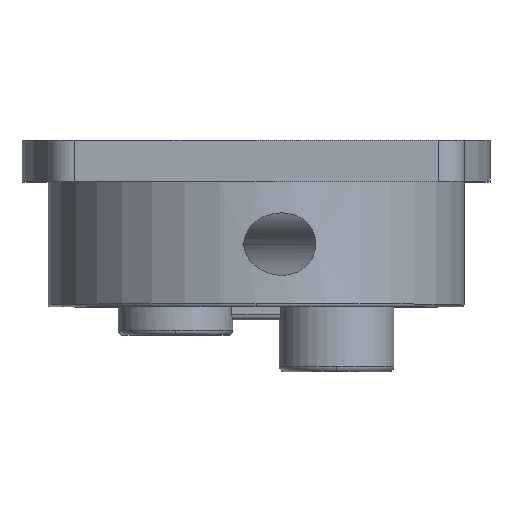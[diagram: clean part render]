
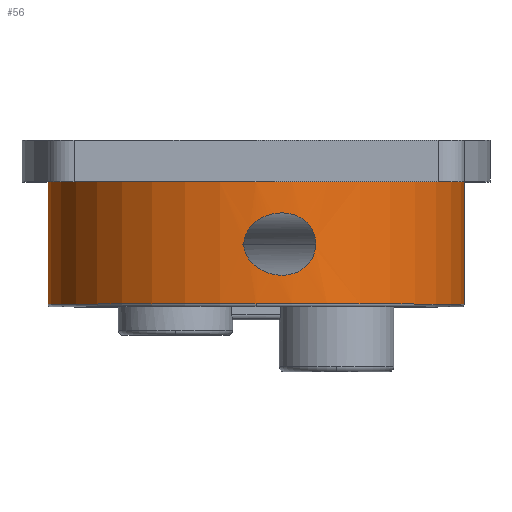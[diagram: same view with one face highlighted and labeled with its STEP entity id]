
A CAD part, top view. The second image highlights one B-rep face of the part: STEP entity #56.
In plain terms, the highlighted cylindrical face has radius 40 mm (diameter 80 mm), a partial arc.
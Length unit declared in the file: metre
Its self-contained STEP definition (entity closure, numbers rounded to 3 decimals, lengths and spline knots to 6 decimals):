
#56=ADVANCED_FACE('0:189',(#158,#159),#160,.T.);
#158=FACE_OUTER_BOUND('',#367,.T.);
#159=FACE_BOUND('',#368,.T.);
#160=CYLINDRICAL_SURFACE('',#369,0.04);
#367=EDGE_LOOP('',(#612,#613,#614,#615,#616,#617));
#368=EDGE_LOOP('',(#618,#619));
#369=AXIS2_PLACEMENT_3D('',#620,#621,#622);
#612=ORIENTED_EDGE('',*,*,#1434,.F.);
#613=ORIENTED_EDGE('',*,*,#1435,.F.);
#614=ORIENTED_EDGE('',*,*,#1436,.F.);
#615=ORIENTED_EDGE('',*,*,#1437,.F.);
#616=ORIENTED_EDGE('',*,*,#1438,.F.);
#617=ORIENTED_EDGE('',*,*,#1419,.F.);
#618=ORIENTED_EDGE('',*,*,#1439,.T.);
#619=ORIENTED_EDGE('',*,*,#1440,.T.);
#620=CARTESIAN_POINT('',(0.0,0.0,0.0));
#621=DIRECTION('',(0.0,-1.0,0.0));
#622=DIRECTION('',(1.0,0.0,0.0));
#1419=EDGE_CURVE('0:648',#1708,#1710,#1711,.T.);
#1434=EDGE_CURVE('',#1739,#1708,#1740,.T.);
#1435=EDGE_CURVE('0:630',#1741,#1739,#1742,.T.);
#1436=EDGE_CURVE('0:633',#1743,#1741,#1744,.T.);
#1437=EDGE_CURVE('',#1745,#1743,#1746,.T.);
#1438=EDGE_CURVE('0:648',#1710,#1745,#1747,.T.);
#1439=EDGE_CURVE('0:627',#1748,#1749,#1750,.T.);
#1440=EDGE_CURVE('0:627',#1749,#1748,#1751,.T.);
#1708=VERTEX_POINT('',#2173);
#1710=VERTEX_POINT('',#2175);
#1711=CIRCLE('',#2176,0.04);
#1739=VERTEX_POINT('',#2209);
#1740=LINE('',#2210,#2211);
#1741=VERTEX_POINT('',#2212);
#1742=CIRCLE('',#2213,0.04);
#1743=VERTEX_POINT('',#2214);
#1744=CIRCLE('',#2215,0.04);
#1745=VERTEX_POINT('',#2216);
#1746=LINE('',#2217,#2218);
#1747=CIRCLE('',#2219,0.04);
#1748=VERTEX_POINT('',#2220);
#1749=VERTEX_POINT('',#2221);
#1750=B_SPLINE_CURVE_WITH_KNOTS('',3,(#2222,#2223,#2224,#2225,#2226,#2227,#2228,#2229,#2230,#2231,#2232,#2233,#2234,#2235,#2236,#2237,#2238,#2239,#2240,#2241,#2242,#2243,#2244,#2245,#2246,#2247,#2248,#2249,#2250,#2251,#2252,#2253,#2254,#2255,#2256,#2257,#2258,#2259,#2260,#2261),.UNSPECIFIED.,.F.,.F.,(4,3,3,3,3,3,3,3,3,3,3,3,3,4),(0.0,0.178646,0.373592,0.448243,0.528987,0.779878,0.951,1.055612,1.267805,1.47436,1.558418,1.744534,1.930956,1.960894),.UNSPECIFIED.);
#1751=B_SPLINE_CURVE_WITH_KNOTS('',3,(#2262,#2263,#2264,#2265,#2266,#2267,#2268,#2269,#2270,#2271,#2272,#2273,#2274,#2275,#2276,#2277,#2278,#2279,#2280,#2281,#2282,#2283,#2284,#2285,#2286,#2287,#2288,#2289,#2290,#2291,#2292,#2293,#2294,#2295,#2296,#2297,#2298,#2299,#2300,#2301),.UNSPECIFIED.,.F.,.F.,(4,3,3,3,3,3,3,3,3,3,3,3,3,4),(1.960894,2.148627,2.335589,2.418627,2.628886,2.794293,2.906136,2.980593,3.230009,3.457023,3.528406,3.725097,3.899711,3.921789),.UNSPECIFIED.);
#2173=CARTESIAN_POINT('',(0.04,-0.0235,0.));
#2175=CARTESIAN_POINT('',(0.,-0.0235,0.04));
#2176=AXIS2_PLACEMENT_3D('',#3093,#3094,#3095);
#2209=CARTESIAN_POINT('',(0.04,0.0,0.));
#2210=CARTESIAN_POINT('',(0.04,0.0,0.));
#2211=VECTOR('',#3128,1.0);
#2212=CARTESIAN_POINT('',(0.0,0.0,0.04));
#2213=AXIS2_PLACEMENT_3D('',#3129,#3130,#3131);
#2214=CARTESIAN_POINT('',(-0.04,0.0,0.));
#2215=AXIS2_PLACEMENT_3D('',#3132,#3133,#3134);
#2216=CARTESIAN_POINT('',(-0.04,-0.0235,0.));
#2217=CARTESIAN_POINT('',(-0.04,0.0,0.));
#2218=VECTOR('',#3135,1.0);
#2219=AXIS2_PLACEMENT_3D('',#3136,#3137,#3138);
#2220=CARTESIAN_POINT('',(-0.002354,-0.012,0.039931));
#2221=CARTESIAN_POINT('',(0.011481,-0.012,0.038317));
#2222=CARTESIAN_POINT('',(-0.002354,-0.012,0.039931));
#2223=CARTESIAN_POINT('',(-0.002354,-0.011405,0.039931));
#2224=CARTESIAN_POINT('',(-0.002233,-0.01079,0.039938));
#2225=CARTESIAN_POINT('',(-0.001998,-0.010213,0.03995));
#2226=CARTESIAN_POINT('',(-0.001741,-0.009583,0.039963));
#2227=CARTESIAN_POINT('',(-0.001351,-0.008997,0.03998));
#2228=CARTESIAN_POINT('',(-0.000894,-0.008498,0.03999));
#2229=CARTESIAN_POINT('',(-0.000719,-0.008307,0.039994));
#2230=CARTESIAN_POINT('',(-0.000534,-0.008129,0.039997));
#2231=CARTESIAN_POINT('',(-0.000346,-0.007965,0.039999));
#2232=CARTESIAN_POINT('',(-0.000142,-0.007788,0.04));
#2233=CARTESIAN_POINT('',(0.000073,-0.00762,0.040001));
#2234=CARTESIAN_POINT('',(0.000301,-0.007462,0.039999));
#2235=CARTESIAN_POINT('',(0.00101,-0.006971,0.039994));
#2236=CARTESIAN_POINT('',(0.001834,-0.006581,0.039967));
#2237=CARTESIAN_POINT('',(0.002689,-0.006332,0.03991));
#2238=CARTESIAN_POINT('',(0.003272,-0.006163,0.03987));
#2239=CARTESIAN_POINT('',(0.003869,-0.006058,0.039817));
#2240=CARTESIAN_POINT('',(0.004449,-0.006019,0.039752));
#2241=CARTESIAN_POINT('',(0.004803,-0.005994,0.039712));
#2242=CARTESIAN_POINT('',(0.005146,-0.005993,0.039669));
#2243=CARTESIAN_POINT('',(0.0055,-0.006017,0.03962));
#2244=CARTESIAN_POINT('',(0.006217,-0.006064,0.03952));
#2245=CARTESIAN_POINT('',(0.006958,-0.006218,0.039396));
#2246=CARTESIAN_POINT('',(0.007646,-0.006489,0.039262));
#2247=CARTESIAN_POINT('',(0.008316,-0.006753,0.039132));
#2248=CARTESIAN_POINT('',(0.008937,-0.007128,0.038992));
#2249=CARTESIAN_POINT('',(0.009458,-0.007578,0.038866));
#2250=CARTESIAN_POINT('',(0.00967,-0.007762,0.038814));
#2251=CARTESIAN_POINT('',(0.009864,-0.007955,0.038765));
#2252=CARTESIAN_POINT('',(0.01005,-0.008169,0.038717));
#2253=CARTESIAN_POINT('',(0.010461,-0.008641,0.03861));
#2254=CARTESIAN_POINT('',(0.010811,-0.009204,0.038512));
#2255=CARTESIAN_POINT('',(0.011056,-0.00981,0.038442));
#2256=CARTESIAN_POINT('',(0.011301,-0.010417,0.038371));
#2257=CARTESIAN_POINT('',(0.011441,-0.011068,0.038329));
#2258=CARTESIAN_POINT('',(0.011474,-0.011698,0.038319));
#2259=CARTESIAN_POINT('',(0.011479,-0.0118,0.038318));
#2260=CARTESIAN_POINT('',(0.011481,-0.0119,0.038317));
#2261=CARTESIAN_POINT('',(0.011481,-0.012,0.038317));
#2262=CARTESIAN_POINT('',(0.011481,-0.012,0.038317));
#2263=CARTESIAN_POINT('',(0.011481,-0.012626,0.038317));
#2264=CARTESIAN_POINT('',(0.011377,-0.013285,0.038349));
#2265=CARTESIAN_POINT('',(0.011162,-0.013908,0.038411));
#2266=CARTESIAN_POINT('',(0.010948,-0.014529,0.038473));
#2267=CARTESIAN_POINT('',(0.010624,-0.015114,0.038565));
#2268=CARTESIAN_POINT('',(0.01023,-0.015614,0.03867));
#2269=CARTESIAN_POINT('',(0.010055,-0.015836,0.038716));
#2270=CARTESIAN_POINT('',(0.009868,-0.01604,0.038764));
#2271=CARTESIAN_POINT('',(0.00967,-0.016229,0.038814));
#2272=CARTESIAN_POINT('',(0.009168,-0.016707,0.038939));
#2273=CARTESIAN_POINT('',(0.008558,-0.017115,0.03908));
#2274=CARTESIAN_POINT('',(0.007888,-0.01741,0.039214));
#2275=CARTESIAN_POINT('',(0.007362,-0.017642,0.03932));
#2276=CARTESIAN_POINT('',(0.006799,-0.017805,0.039422));
#2277=CARTESIAN_POINT('',(0.006234,-0.017899,0.039511));
#2278=CARTESIAN_POINT('',(0.005852,-0.017962,0.039571));
#2279=CARTESIAN_POINT('',(0.005469,-0.017994,0.039626));
#2280=CARTESIAN_POINT('',(0.005097,-0.017999,0.039674));
#2281=CARTESIAN_POINT('',(0.00485,-0.018003,0.039706));
#2282=CARTESIAN_POINT('',(0.004602,-0.017994,0.039735));
#2283=CARTESIAN_POINT('',(0.004349,-0.017974,0.039763));
#2284=CARTESIAN_POINT('',(0.003501,-0.017906,0.039856));
#2285=CARTESIAN_POINT('',(0.002621,-0.017696,0.039922));
#2286=CARTESIAN_POINT('',(0.001803,-0.017356,0.039959));
#2287=CARTESIAN_POINT('',(0.001059,-0.017046,0.039993));
#2288=CARTESIAN_POINT('',(0.000365,-0.016628,0.040003));
#2289=CARTESIAN_POINT('',(-0.00022,-0.016142,0.039999));
#2290=CARTESIAN_POINT('',(-0.000404,-0.015989,0.039998));
#2291=CARTESIAN_POINT('',(-0.000581,-0.015827,0.039996));
#2292=CARTESIAN_POINT('',(-0.000753,-0.015651,0.039993));
#2293=CARTESIAN_POINT('',(-0.001226,-0.015166,0.039984));
#2294=CARTESIAN_POINT('',(-0.001641,-0.014588,0.039967));
#2295=CARTESIAN_POINT('',(-0.001923,-0.013961,0.039954));
#2296=CARTESIAN_POINT('',(-0.002174,-0.013404,0.039942));
#2297=CARTESIAN_POINT('',(-0.00232,-0.012807,0.039933));
#2298=CARTESIAN_POINT('',(-0.002349,-0.012222,0.039931));
#2299=CARTESIAN_POINT('',(-0.002352,-0.012147,0.039931));
#2300=CARTESIAN_POINT('',(-0.002354,-0.012074,0.039931));
#2301=CARTESIAN_POINT('',(-0.002354,-0.012,0.039931));
#3093=CARTESIAN_POINT('',(0.0,-0.0235,0.0));
#3094=DIRECTION('',(0.0,-1.0,0.0));
#3095=DIRECTION('',(1.0,0.0,0.0));
#3128=DIRECTION('',(0.0,-1.0,0.0));
#3129=CARTESIAN_POINT('',(0.0,0.0,0.0));
#3130=DIRECTION('',(-0.0,1.0,0.0));
#3131=DIRECTION('',(1.0,0.0,0.0));
#3132=CARTESIAN_POINT('',(0.0,0.0,0.0));
#3133=DIRECTION('',(-0.0,1.0,0.0));
#3134=DIRECTION('',(1.0,0.0,0.0));
#3135=DIRECTION('',(-0.0,1.0,-0.0));
#3136=CARTESIAN_POINT('',(0.0,-0.0235,0.0));
#3137=DIRECTION('',(0.0,-1.0,0.0));
#3138=DIRECTION('',(1.0,0.0,0.0));
